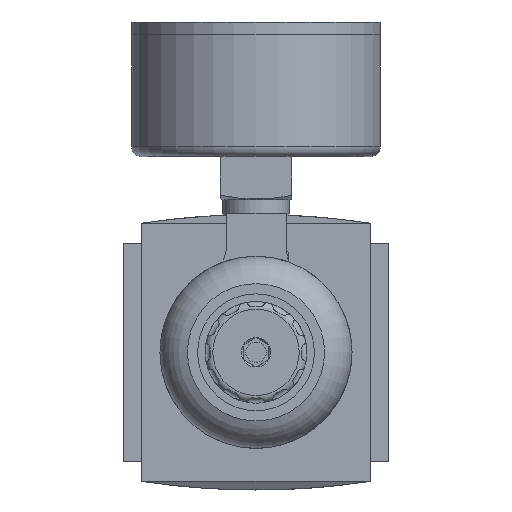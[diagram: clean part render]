
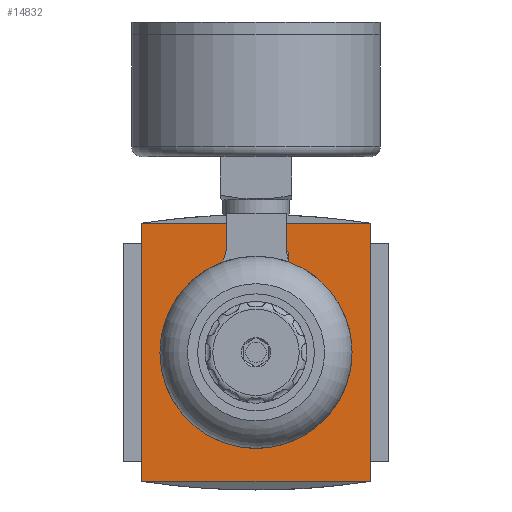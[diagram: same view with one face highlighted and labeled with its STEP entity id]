
A CAD part, front view. The second image highlights one B-rep face of the part: STEP entity #14832.
In plain terms, the highlighted planar face has unit normal (0, -1, 0).
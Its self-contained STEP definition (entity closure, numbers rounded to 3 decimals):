
#115=PLANE('',#15499);
#1293=ORIENTED_EDGE('',*,*,#4439,.F.);
#1294=ORIENTED_EDGE('',*,*,#4473,.T.);
#1295=ORIENTED_EDGE('',*,*,#4453,.F.);
#1296=ORIENTED_EDGE('',*,*,#4474,.T.);
#4439=EDGE_CURVE('',#5910,#5894,#7067,.T.);
#4453=EDGE_CURVE('',#5892,#5912,#7081,.T.);
#4473=EDGE_CURVE('',#5910,#5912,#7101,.T.);
#4474=EDGE_CURVE('',#5892,#5894,#7102,.T.);
#5892=VERTEX_POINT('',#19846);
#5894=VERTEX_POINT('',#19850);
#5910=VERTEX_POINT('',#19903);
#5912=VERTEX_POINT('',#19907);
#7067=LINE('',#20174,#8016);
#7081=LINE('',#20201,#8030);
#7101=LINE('',#20240,#8050);
#7102=LINE('',#20241,#8051);
#8016=VECTOR('',#16797,1000.);
#8030=VECTOR('',#16813,1000.);
#8050=VECTOR('',#16839,1000.);
#8051=VECTOR('',#16840,1000.);
#8883=EDGE_LOOP('',(#1293,#1294,#1295,#1296));
#9588=FACE_BOUND('',#8883,.T.);
#14832=ADVANCED_FACE('',(#9588),#115,.F.);
#15499=AXIS2_PLACEMENT_3D('',#20239,#16837,#16838);
#16797=DIRECTION('',(0.,0.,1.));
#16813=DIRECTION('',(0.,0.,-1.));
#16837=DIRECTION('',(0.,1.,0.));
#16838=DIRECTION('',(0.,0.,1.));
#16839=DIRECTION('',(1.,0.,0.));
#16840=DIRECTION('',(-1.,0.,0.));
#19846=CARTESIAN_POINT('',(22.5,-31.,25.4));
#19850=CARTESIAN_POINT('',(-22.5,-31.,25.4));
#19903=CARTESIAN_POINT('',(-22.5,-31.,-25.4));
#19907=CARTESIAN_POINT('',(22.5,-31.,-25.4));
#20174=CARTESIAN_POINT('',(-22.5,-31.,-25.4));
#20201=CARTESIAN_POINT('',(22.5,-31.,25.4));
#20239=CARTESIAN_POINT('',(0.,-31.,122.903));
#20240=CARTESIAN_POINT('',(0.,-31.,-25.4));
#20241=CARTESIAN_POINT('',(0.,-31.,25.4));
